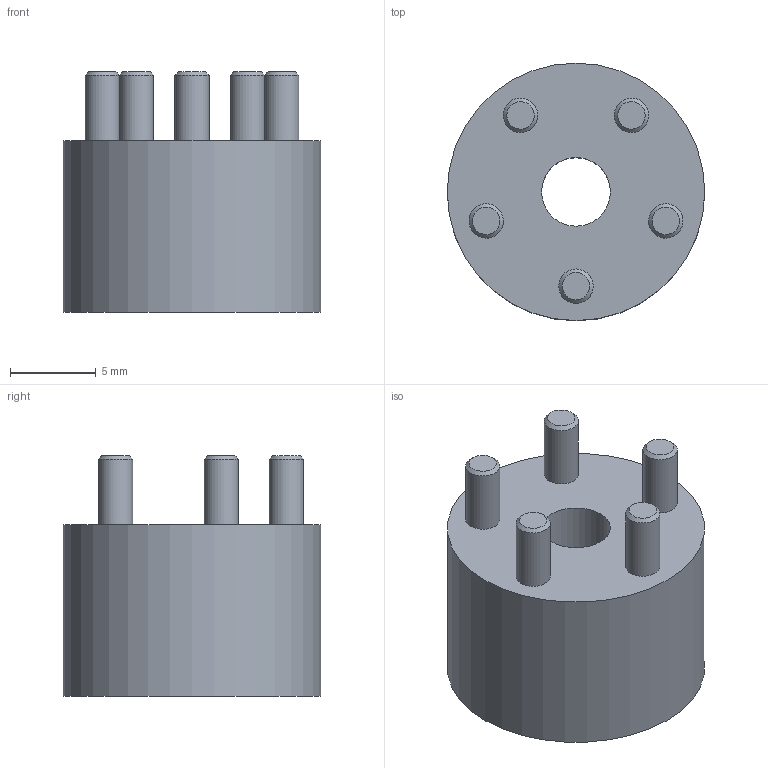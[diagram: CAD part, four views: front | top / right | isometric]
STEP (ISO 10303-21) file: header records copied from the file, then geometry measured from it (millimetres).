
FILE_DESCRIPTION(('STEP AP242'), '1');
FILE_NAME('itemWheelHub', '', ('UNSPECIFIED'), ('UNSPECIFIED'), 'C3D Converter', 'C3D Toolkit', '');
FILE_SCHEMA(('AP242_MANAGED_MODEL_BASED_3D_ENGINEERING_MIM_LF { 1 0 10303 442 1 1 4 }'));
Length unit declared in the file: millimetre
Bounding box: 15 x 15 x 14 mm (x, y, z)
Volume: 1703.7 mm3; surface area: 1046.9 mm2
Topology: 1 solids, 1 shells, 19 faces, 31 edges, 19 vertices
Faces by surface type: plane 7, cylinder 7, cone 5
Full cylindrical faces by diameter (mm): 2 x5, 4 x1, 15 x1
Entity records: 423 total; most frequent: DIRECTION 78, CARTESIAN_POINT 58, AXIS2_PLACEMENT_3D 39, EDGE_LOOP 38, ORIENTED_EDGE 38, FACE_OUTER_BOUND 24, ADVANCED_FACE 19, EDGE_CURVE 19
